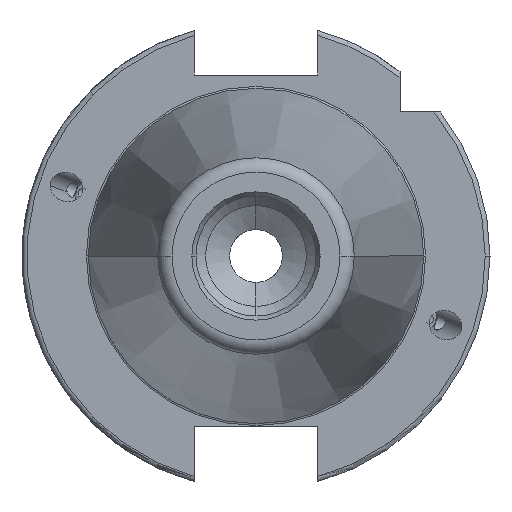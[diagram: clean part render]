
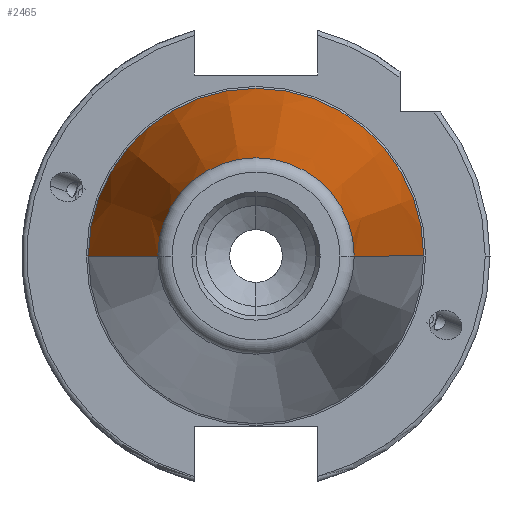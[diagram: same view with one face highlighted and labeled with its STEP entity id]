
A CAD part, left-side view. The second image highlights one B-rep face of the part: STEP entity #2465.
In plain terms, the highlighted conical face has half-angle 8.297 degrees and reference radius 34.925 mm.
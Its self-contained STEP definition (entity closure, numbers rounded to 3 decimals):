
#40 = FACE_OUTER_BOUND ( 'NONE', #1074, .T. ) ;
#79 = EDGE_CURVE ( 'NONE', #1829, #954, #1824, .T. ) ;
#393 = CARTESIAN_POINT ( 'NONE',  ( -3.2, 34.925, 0. ) ) ;
#443 = EDGE_CURVE ( 'NONE', #1829, #4144, #3921, .T. ) ;
#639 = CARTESIAN_POINT ( 'NONE',  ( -3.2, -34.925, 0. ) ) ;
#702 = ORIENTED_EDGE ( 'NONE', *, *, #4615, .F. ) ;
#747 = VECTOR ( 'NONE', #4424, 1000. ) ;
#930 = DIRECTION ( 'NONE',  ( 0.99, 0.144, 0. ) ) ;
#954 = VERTEX_POINT ( 'NONE', #639 ) ;
#1074 = EDGE_LOOP ( 'NONE', ( #2917, #1661, #2013, #702 ) ) ;
#1224 = VECTOR ( 'NONE', #930, 1000. ) ;
#1232 = AXIS2_PLACEMENT_3D ( 'NONE', #4138, #1783, #4528 ) ;
#1428 = CARTESIAN_POINT ( 'NONE',  ( -102.383, -20.461, 0. ) ) ;
#1549 = AXIS2_PLACEMENT_3D ( 'NONE', #2288, #3036, #2703 ) ;
#1661 = ORIENTED_EDGE ( 'NONE', *, *, #79, .T. ) ;
#1685 = CONICAL_SURFACE ( 'NONE', #1549, 34.925, 0.145 ) ;
#1783 = DIRECTION ( 'NONE',  ( -1., 0., 0. ) ) ;
#1824 = LINE ( 'NONE', #4418, #747 ) ;
#1829 = VERTEX_POINT ( 'NONE', #1428 ) ;
#2013 = ORIENTED_EDGE ( 'NONE', *, *, #3123, .T. ) ;
#2042 = CARTESIAN_POINT ( 'NONE',  ( -102.383, 20.461, 0. ) ) ;
#2288 = CARTESIAN_POINT ( 'NONE',  ( -3.2, 0., 0. ) ) ;
#2405 = DIRECTION ( 'NONE',  ( 0., -1., 0. ) ) ;
#2409 = DIRECTION ( 'NONE',  ( -1., 0., 0. ) ) ;
#2415 = CARTESIAN_POINT ( 'NONE',  ( -102.383, 0., 0. ) ) ;
#2465 = ADVANCED_FACE ( 'NONE', ( #40 ), #1685, .T. ) ;
#2703 = DIRECTION ( 'NONE',  ( 0., 1., 0. ) ) ;
#2719 = VERTEX_POINT ( 'NONE', #393 ) ;
#2754 = AXIS2_PLACEMENT_3D ( 'NONE', #2415, #2409, #2405 ) ;
#2917 = ORIENTED_EDGE ( 'NONE', *, *, #443, .F. ) ;
#3036 = DIRECTION ( 'NONE',  ( 1., 0., 0. ) ) ;
#3123 = EDGE_CURVE ( 'NONE', #954, #2719, #3497, .T. ) ;
#3497 = CIRCLE ( 'NONE', #1232, 34.925 ) ;
#3921 = CIRCLE ( 'NONE', #2754, 20.461 ) ;
#4125 = CARTESIAN_POINT ( 'NONE',  ( -3.2, 34.925, 0. ) ) ;
#4138 = CARTESIAN_POINT ( 'NONE',  ( -3.2, 0., 0. ) ) ;
#4144 = VERTEX_POINT ( 'NONE', #2042 ) ;
#4283 = LINE ( 'NONE', #4125, #1224 ) ;
#4418 = CARTESIAN_POINT ( 'NONE',  ( -3.2, -34.925, 0. ) ) ;
#4424 = DIRECTION ( 'NONE',  ( 0.99, -0.144, 0. ) ) ;
#4528 = DIRECTION ( 'NONE',  ( 0., -1., 0. ) ) ;
#4615 = EDGE_CURVE ( 'NONE', #4144, #2719, #4283, .T. ) ;
